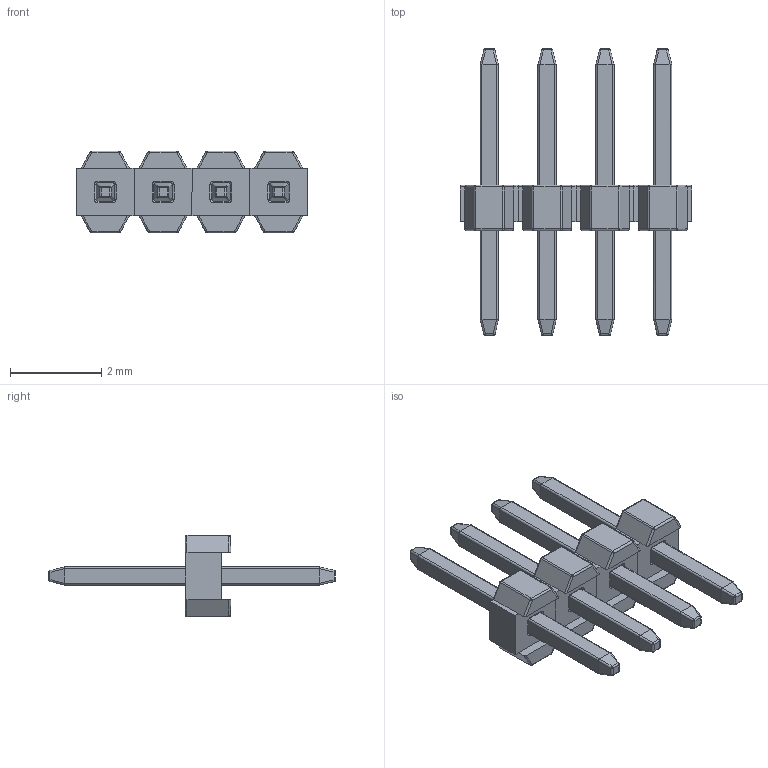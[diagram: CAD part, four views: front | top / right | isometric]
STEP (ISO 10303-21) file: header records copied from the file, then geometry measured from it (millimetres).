
FILE_DESCRIPTION (( 'STEP AP214' ), '1' );
FILE_NAME ('HPH1-A-04-UA.STEP', '2019-04-12T15:45:14', ( '' ), ( '' ), 'SwSTEP 2.0', 'SolidWorks 2014', '' );
FILE_SCHEMA (( 'AUTOMOTIVE_DESIGN' ));
Length unit declared in the file: millimetre
Products named in the file (1): HPH1-A-04-UA
Bounding box: 5.08 x 6.3 x 1.8 mm (x, y, z)
Volume: 10.1 mm3; surface area: 79.8 mm2
Topology: 12 solids, 12 shells, 488 faces, 1168 edges, 640 vertices
Faces by surface type: cylinder 224, plane 168, sphere 64, torus 32
Entity records: 13481 total; most frequent: CARTESIAN_POINT 2617, DIRECTION 2322, ORIENTED_EDGE 2208, EDGE_CURVE 1104, AXIS2_PLACEMENT_3D 857, VERTEX_POINT 640, LINE 608, VECTOR 608
